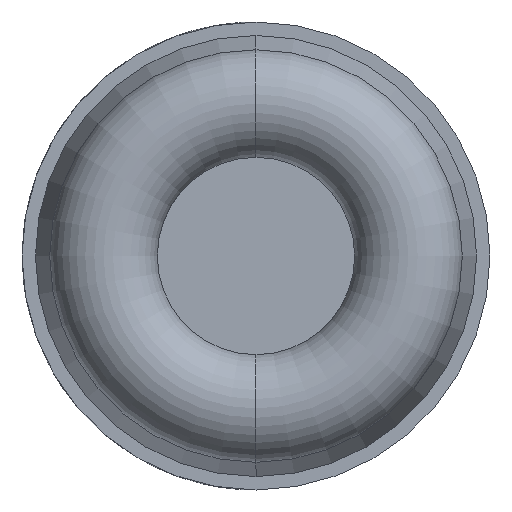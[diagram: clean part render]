
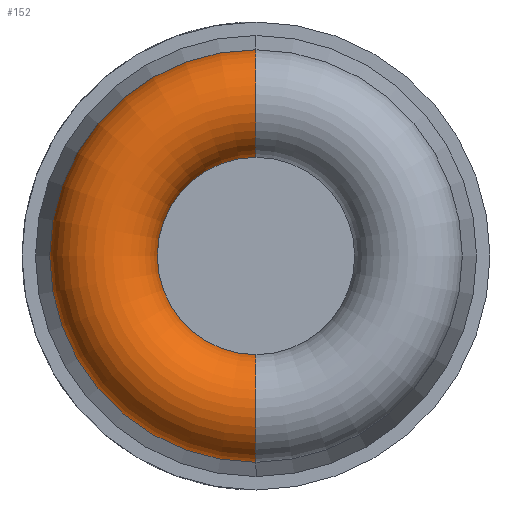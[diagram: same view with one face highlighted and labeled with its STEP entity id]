
A CAD part, left-side view. The second image highlights one B-rep face of the part: STEP entity #152.
In plain terms, the highlighted toroidal (fillet/blend) face has major radius 0.432 mm and minor radius 0.152 mm.
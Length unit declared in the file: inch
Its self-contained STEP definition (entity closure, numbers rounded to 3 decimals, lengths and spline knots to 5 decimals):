
#8 = EDGE_CURVE ( 'NONE', #878, #780, #682, .T. ) ;
#24 = VERTEX_POINT ( 'NONE', #900 ) ;
#27 = ORIENTED_EDGE ( 'NONE', *, *, #8, .F. ) ;
#62 = EDGE_CURVE ( 'NONE', #24, #796, #694, .T. ) ;
#152 = ADVANCED_FACE ( 'NONE', ( #576 ), #573, .T. ) ;
#181 = DIRECTION ( 'NONE',  ( 0., -1., 0. ) ) ;
#216 = CARTESIAN_POINT ( 'NONE',  ( -0.25875, 0., -0.017 ) ) ;
#260 = DIRECTION ( 'NONE',  ( 0., 0., -1. ) ) ;
#270 = EDGE_CURVE ( 'NONE', #24, #878, #507, .T. ) ;
#288 = AXIS2_PLACEMENT_3D ( 'NONE', #813, #1096, #717 ) ;
#402 = CIRCLE ( 'NONE', #1173, 0.006 ) ;
#451 = DIRECTION ( 'NONE',  ( 0., 0., -1. ) ) ;
#480 = AXIS2_PLACEMENT_3D ( 'NONE', #216, #181, #260 ) ;
#507 = CIRCLE ( 'NONE', #480, 0.006 ) ;
#554 = DIRECTION ( 'NONE',  ( 0., 0., -1. ) ) ;
#561 = DIRECTION ( 'NONE',  ( 1., 0., 0. ) ) ;
#572 = CARTESIAN_POINT ( 'NONE',  ( -0.25875, 0., -0.023 ) ) ;
#573 = TOROIDAL_SURFACE ( 'NONE', #728, 0.017, 0.006 ) ;
#576 = FACE_OUTER_BOUND ( 'NONE', #706, .T. ) ;
#608 = EDGE_CURVE ( 'NONE', #796, #780, #402, .T. ) ;
#658 = CARTESIAN_POINT ( 'NONE',  ( -0.25875, 0., 0.011 ) ) ;
#667 = CARTESIAN_POINT ( 'NONE',  ( -0.25875, 0., 0. ) ) ;
#678 = CARTESIAN_POINT ( 'NONE',  ( -0.25875, 0., 0.023 ) ) ;
#682 = CIRCLE ( 'NONE', #859, 0.023 ) ;
#694 = CIRCLE ( 'NONE', #288, 0.011 ) ;
#706 = EDGE_LOOP ( 'NONE', ( #984, #1171, #27, #1056 ) ) ;
#717 = DIRECTION ( 'NONE',  ( 0., 0., -1. ) ) ;
#728 = AXIS2_PLACEMENT_3D ( 'NONE', #667, #561, #451 ) ;
#780 = VERTEX_POINT ( 'NONE', #678 ) ;
#796 = VERTEX_POINT ( 'NONE', #658 ) ;
#813 = CARTESIAN_POINT ( 'NONE',  ( -0.25875, 0., 0. ) ) ;
#859 = AXIS2_PLACEMENT_3D ( 'NONE', #940, #938, #554 ) ;
#878 = VERTEX_POINT ( 'NONE', #572 ) ;
#884 = DIRECTION ( 'NONE',  ( 0., 0., 1. ) ) ;
#886 = DIRECTION ( 'NONE',  ( 0., 1., 0. ) ) ;
#888 = CARTESIAN_POINT ( 'NONE',  ( -0.25875, 0., 0.017 ) ) ;
#900 = CARTESIAN_POINT ( 'NONE',  ( -0.25875, 0., -0.011 ) ) ;
#938 = DIRECTION ( 'NONE',  ( 1., 0., 0. ) ) ;
#940 = CARTESIAN_POINT ( 'NONE',  ( -0.25875, 0., 0. ) ) ;
#984 = ORIENTED_EDGE ( 'NONE', *, *, #62, .T. ) ;
#1056 = ORIENTED_EDGE ( 'NONE', *, *, #270, .F. ) ;
#1096 = DIRECTION ( 'NONE',  ( 1., 0., 0. ) ) ;
#1171 = ORIENTED_EDGE ( 'NONE', *, *, #608, .T. ) ;
#1173 = AXIS2_PLACEMENT_3D ( 'NONE', #888, #886, #884 ) ;
